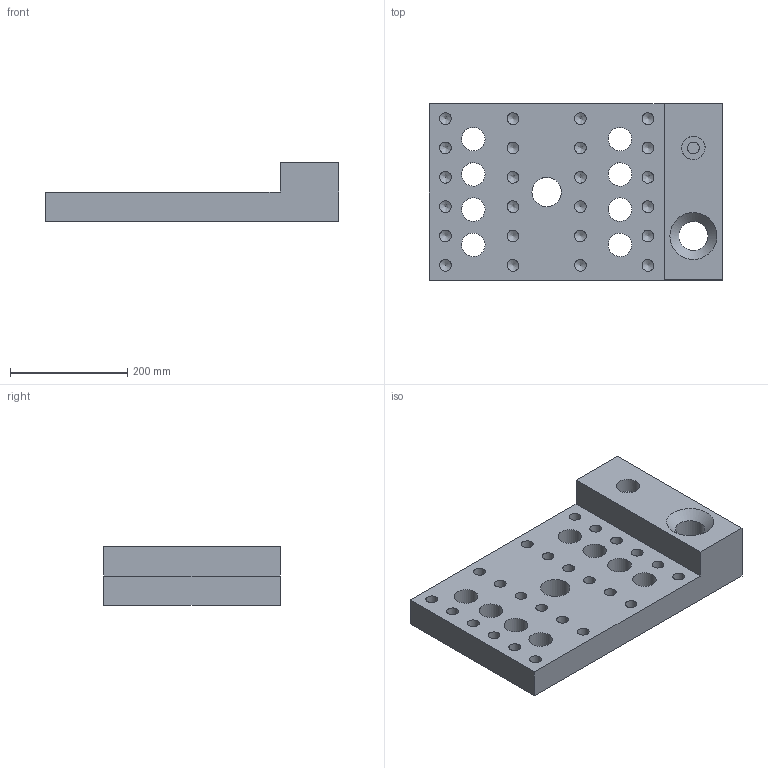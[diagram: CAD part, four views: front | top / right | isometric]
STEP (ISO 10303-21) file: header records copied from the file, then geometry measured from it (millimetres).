
FILE_DESCRIPTION((''),'2;1');
FILE_NAME('NC_HOLES.stp', '2000-08-23T10:22:27',('User'),('SDRC'),'I-DEAS Master Series 8','UNIX', 'Yes');
FILE_SCHEMA(('CONFIG_CONTROL_DESIGN'));
Length unit declared in the file: millimetre
Bounding box: 500 x 300 x 100 mm (x, y, z)
Volume: 7937470.1 mm3; surface area: 510234.5 mm2
Topology: 1 solids, 1 shells, 71 faces, 176 edges, 109 vertices
Faces by surface type: bspline 71
Entity records: 2858 total; most frequent: CARTESIAN_POINT 1800, ORIENTED_EDGE 304, EDGE_CURVE 152, EDGE_LOOP 117, VERTEX_POINT 109, FACE_OUTER_BOUND 71, ADVANCED_FACE 71, QUASI_UNIFORM_CURVE 63
